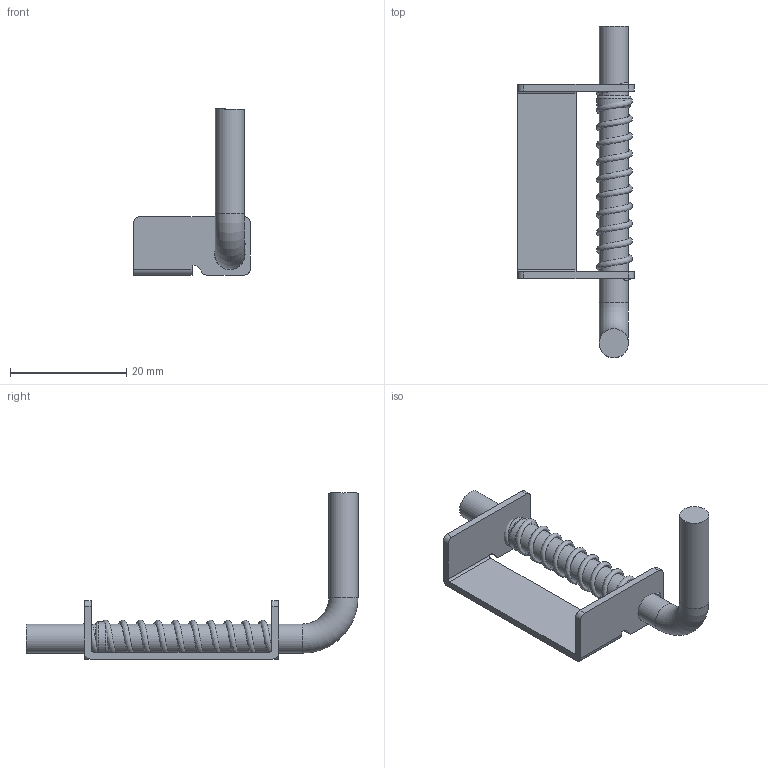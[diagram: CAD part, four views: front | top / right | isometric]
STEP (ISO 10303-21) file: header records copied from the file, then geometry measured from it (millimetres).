
FILE_DESCRIPTION(('FreeCAD Model'),'2;1');
FILE_NAME('Open CASCADE Shape Model','2025-05-07T17:25:31',('FreeCAD'),( 'FreeCAD'),'Open CASCADE STEP processor 7.6','FreeCAD','Unknown');
FILE_SCHEMA(('AUTOMOTIVE_DESIGN { 1 0 10303 214 1 1 1 1 }'));
Length unit declared in the file: millimetre
Products named in the file (1): Open CASCADE STEP translator 7.6 1
Bounding box: 20 x 57 x 28.5 mm (x, y, z)
Volume: 2414.5 mm3; surface area: 3323.5 mm2
Topology: 3 solids, 3 shells, 44 faces, 112 edges, 74 vertices
Faces by surface type: cylinder 22, plane 18, torus 3, bspline 1
Full cylindrical faces by diameter (mm): 5 x3, 5.2 x2, 5.8 x1
Entity records: 2811 total; most frequent: CARTESIAN_POINT 1684, DIRECTION 250, ORIENTED_EDGE 224, EDGE_CURVE 112, AXIS2_PLACEMENT_3D 97, VERTEX_POINT 74, LINE 56, VECTOR 56
